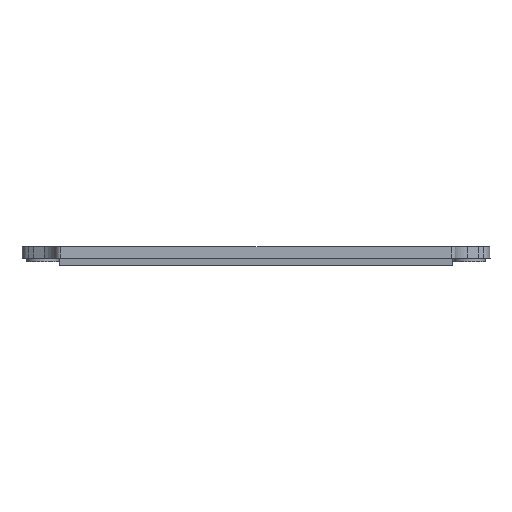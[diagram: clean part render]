
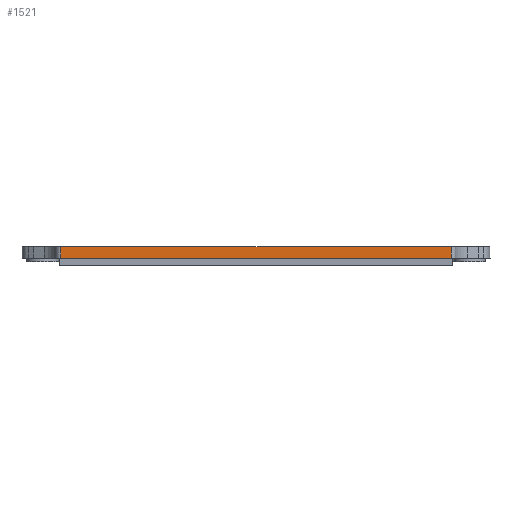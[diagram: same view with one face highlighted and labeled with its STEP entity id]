
A CAD part, front view. The second image highlights one B-rep face of the part: STEP entity #1521.
In plain terms, the highlighted planar face has unit normal (0, -1, 0).
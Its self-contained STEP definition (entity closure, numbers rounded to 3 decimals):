
#30=PLANE('',#1672);
#80=LINE('',#2602,#200);
#105=LINE('',#2746,#225);
#107=LINE('',#2752,#227);
#108=LINE('',#2753,#228);
#200=VECTOR('',#1878,1000.);
#225=VECTOR('',#1945,1000.);
#227=VECTOR('',#1951,1000.);
#228=VECTOR('',#1952,1000.);
#491=FACE_OUTER_BOUND('',#611,.T.);
#611=EDGE_LOOP('',(#1214,#1215,#1216,#1217));
#763=VERTEX_POINT('',#2599);
#764=VERTEX_POINT('',#2601);
#798=VERTEX_POINT('',#2745);
#800=VERTEX_POINT('',#2751);
#917=EDGE_CURVE('',#764,#763,#80,.T.);
#963=EDGE_CURVE('',#798,#763,#105,.T.);
#966=EDGE_CURVE('',#800,#798,#107,.T.);
#967=EDGE_CURVE('',#764,#800,#108,.T.);
#1214=ORIENTED_EDGE('',*,*,#966,.F.);
#1215=ORIENTED_EDGE('',*,*,#967,.F.);
#1216=ORIENTED_EDGE('',*,*,#917,.T.);
#1217=ORIENTED_EDGE('',*,*,#963,.F.);
#1521=ADVANCED_FACE('',(#491),#30,.F.);
#1672=AXIS2_PLACEMENT_3D('',#2750,#1949,#1950);
#1878=DIRECTION('',(-1.,0.,0.));
#1945=DIRECTION('',(0.,0.,1.));
#1949=DIRECTION('center_axis',(0.,1.,0.));
#1950=DIRECTION('ref_axis',(0.,0.,1.));
#1951=DIRECTION('',(-1.,0.,0.));
#1952=DIRECTION('',(0.,0.,-1.));
#2599=CARTESIAN_POINT('',(-27.386,-58.853,0.));
#2601=CARTESIAN_POINT('',(27.386,-58.853,0.));
#2602=CARTESIAN_POINT('',(0.,-58.853,0.));
#2745=CARTESIAN_POINT('',(-27.386,-58.853,-1.64));
#2746=CARTESIAN_POINT('',(-27.386,-58.853,-1.64));
#2750=CARTESIAN_POINT('Origin',(-27.23,-58.853,-1.64));
#2751=CARTESIAN_POINT('',(27.386,-58.853,-1.64));
#2752=CARTESIAN_POINT('',(-27.23,-58.853,-1.64));
#2753=CARTESIAN_POINT('',(27.386,-58.853,-1.64));
